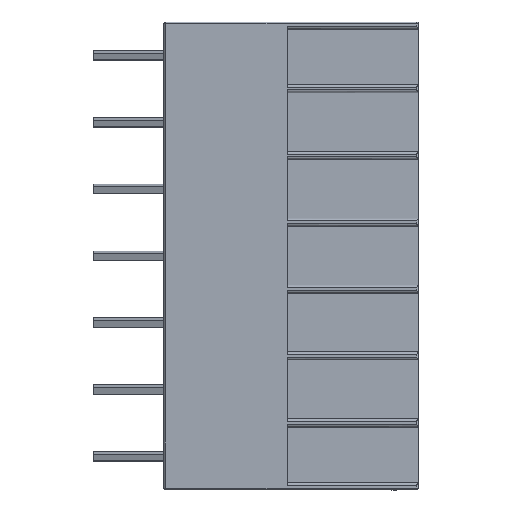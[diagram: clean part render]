
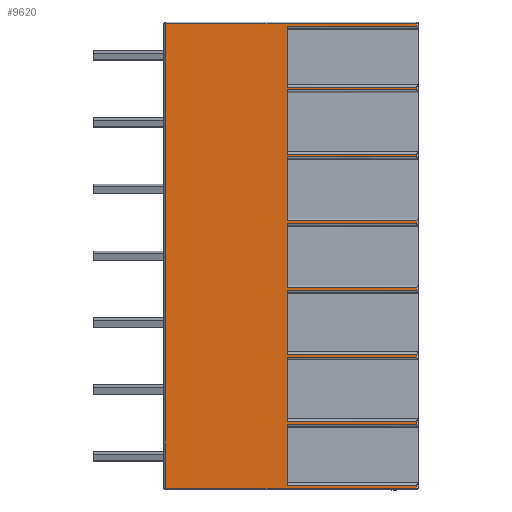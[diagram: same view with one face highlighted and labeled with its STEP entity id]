
A CAD part, top view. The second image highlights one B-rep face of the part: STEP entity #9620.
In plain terms, the highlighted planar face has unit normal (0, 0, 1).
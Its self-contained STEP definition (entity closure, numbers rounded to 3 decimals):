
#1622=DIRECTION('',(1.,0.,0.));
#1623=VECTOR('',#1622,28.6);
#1624=CARTESIAN_POINT('',(-10.95,0.2,6.956));
#1625=LINE('',#1624,#1623);
#1626=DIRECTION('',(0.,1.,0.));
#1627=VECTOR('',#1626,52.94);
#1628=CARTESIAN_POINT('',(-10.95,0.2,6.956));
#1629=LINE('',#1628,#1627);
#1630=DIRECTION('',(-1.,0.,0.));
#1631=VECTOR('',#1630,28.6);
#1632=CARTESIAN_POINT('',(17.65,53.14,6.956));
#1633=LINE('',#1632,#1631);
#1634=DIRECTION('',(1.,0.,0.));
#1635=VECTOR('',#1634,14.75);
#1636=CARTESIAN_POINT('',(2.9,52.83,6.956));
#1637=LINE('',#1636,#1635);
#1638=DIRECTION('',(0.,-1.,0.));
#1639=VECTOR('',#1638,6.94);
#1640=CARTESIAN_POINT('',(2.9,52.83,6.956));
#1641=LINE('',#1640,#1639);
#1642=DIRECTION('',(1.,0.,0.));
#1643=VECTOR('',#1642,14.75);
#1644=CARTESIAN_POINT('',(2.9,45.89,6.956));
#1645=LINE('',#1644,#1643);
#1646=DIRECTION('',(1.,0.,0.));
#1647=VECTOR('',#1646,14.75);
#1648=CARTESIAN_POINT('',(2.9,45.595,6.956));
#1649=LINE('',#1648,#1647);
#1650=DIRECTION('',(0.,-1.,0.));
#1651=VECTOR('',#1650,7.32);
#1652=CARTESIAN_POINT('',(2.9,45.595,6.956));
#1653=LINE('',#1652,#1651);
#1654=DIRECTION('',(-1.,0.,0.));
#1655=VECTOR('',#1654,14.75);
#1656=CARTESIAN_POINT('',(17.65,38.275,6.956));
#1657=LINE('',#1656,#1655);
#1658=DIRECTION('',(1.,0.,0.));
#1659=VECTOR('',#1658,14.75);
#1660=CARTESIAN_POINT('',(2.9,37.975,6.956));
#1661=LINE('',#1660,#1659);
#1662=DIRECTION('',(0.,-1.,0.));
#1663=VECTOR('',#1662,7.32);
#1664=CARTESIAN_POINT('',(2.9,37.975,6.956));
#1665=LINE('',#1664,#1663);
#1666=DIRECTION('',(-1.,0.,0.));
#1667=VECTOR('',#1666,14.75);
#1668=CARTESIAN_POINT('',(17.65,30.655,6.956));
#1669=LINE('',#1668,#1667);
#1670=DIRECTION('',(1.,0.,0.));
#1671=VECTOR('',#1670,14.75);
#1672=CARTESIAN_POINT('',(2.9,30.355,6.956));
#1673=LINE('',#1672,#1671);
#1674=DIRECTION('',(0.,-1.,0.));
#1675=VECTOR('',#1674,7.32);
#1676=CARTESIAN_POINT('',(2.9,30.355,6.956));
#1677=LINE('',#1676,#1675);
#1678=DIRECTION('',(-1.,0.,0.));
#1679=VECTOR('',#1678,14.75);
#1680=CARTESIAN_POINT('',(17.65,23.035,6.956));
#1681=LINE('',#1680,#1679);
#1682=DIRECTION('',(1.,0.,0.));
#1683=VECTOR('',#1682,14.75);
#1684=CARTESIAN_POINT('',(2.9,22.735,6.956));
#1685=LINE('',#1684,#1683);
#1686=DIRECTION('',(0.,-1.,0.));
#1687=VECTOR('',#1686,7.32);
#1688=CARTESIAN_POINT('',(2.9,22.735,6.956));
#1689=LINE('',#1688,#1687);
#1690=DIRECTION('',(-1.,0.,0.));
#1691=VECTOR('',#1690,14.75);
#1692=CARTESIAN_POINT('',(17.65,15.415,6.956));
#1693=LINE('',#1692,#1691);
#1694=DIRECTION('',(1.,0.,0.));
#1695=VECTOR('',#1694,14.75);
#1696=CARTESIAN_POINT('',(2.9,15.115,6.956));
#1697=LINE('',#1696,#1695);
#1698=DIRECTION('',(0.,-1.,0.));
#1699=VECTOR('',#1698,7.32);
#1700=CARTESIAN_POINT('',(2.9,15.115,6.956));
#1701=LINE('',#1700,#1699);
#1702=DIRECTION('',(-1.,0.,0.));
#1703=VECTOR('',#1702,14.75);
#1704=CARTESIAN_POINT('',(17.65,7.795,6.956));
#1705=LINE('',#1704,#1703);
#1706=DIRECTION('',(-1.,0.,0.));
#1707=VECTOR('',#1706,14.75);
#1708=CARTESIAN_POINT('',(17.65,7.45,6.956));
#1709=LINE('',#1708,#1707);
#1710=DIRECTION('',(0.,1.,0.));
#1711=VECTOR('',#1710,6.94);
#1712=CARTESIAN_POINT('',(2.9,0.51,6.956));
#1713=LINE('',#1712,#1711);
#1714=DIRECTION('',(-1.,0.,0.));
#1715=VECTOR('',#1714,14.75);
#1716=CARTESIAN_POINT('',(17.65,0.51,6.956));
#1717=LINE('',#1716,#1715);
#1737=DIRECTION('',(0.,1.,0.));
#1738=VECTOR('',#1737,0.295);
#1739=CARTESIAN_POINT('',(17.65,45.595,6.956));
#1740=LINE('',#1739,#1738);
#1759=DIRECTION('',(0.,1.,0.));
#1760=VECTOR('',#1759,0.3);
#1761=CARTESIAN_POINT('',(17.65,37.975,6.956));
#1762=LINE('',#1761,#1760);
#1781=DIRECTION('',(0.,1.,0.));
#1782=VECTOR('',#1781,0.3);
#1783=CARTESIAN_POINT('',(17.65,30.355,6.956));
#1784=LINE('',#1783,#1782);
#1803=DIRECTION('',(0.,1.,0.));
#1804=VECTOR('',#1803,0.3);
#1805=CARTESIAN_POINT('',(17.65,22.735,6.956));
#1806=LINE('',#1805,#1804);
#1825=DIRECTION('',(0.,1.,0.));
#1826=VECTOR('',#1825,0.3);
#1827=CARTESIAN_POINT('',(17.65,15.115,6.956));
#1828=LINE('',#1827,#1826);
#1847=DIRECTION('',(0.,1.,0.));
#1848=VECTOR('',#1847,0.345);
#1849=CARTESIAN_POINT('',(17.65,7.45,6.956));
#1850=LINE('',#1849,#1848);
#1865=DIRECTION('',(0.,1.,0.));
#1866=VECTOR('',#1865,0.31);
#1867=CARTESIAN_POINT('',(17.65,0.2,6.956));
#1868=LINE('',#1867,#1866);
#1892=DIRECTION('',(0.,1.,0.));
#1893=VECTOR('',#1892,0.31);
#1894=CARTESIAN_POINT('',(17.65,52.83,6.956));
#1895=LINE('',#1894,#1893);
#6557=CARTESIAN_POINT('',(2.9,52.83,6.956));
#6558=CARTESIAN_POINT('',(2.9,45.89,6.956));
#6559=VERTEX_POINT('',#6557);
#6560=VERTEX_POINT('',#6558);
#6561=CARTESIAN_POINT('',(17.65,52.83,6.956));
#6562=VERTEX_POINT('',#6561);
#6563=CARTESIAN_POINT('',(17.65,45.89,6.956));
#6564=VERTEX_POINT('',#6563);
#6655=CARTESIAN_POINT('',(2.9,45.595,6.956));
#6656=CARTESIAN_POINT('',(17.65,45.595,6.956));
#6657=VERTEX_POINT('',#6655);
#6658=VERTEX_POINT('',#6656);
#6659=CARTESIAN_POINT('',(17.65,38.275,6.956));
#6660=CARTESIAN_POINT('',(2.9,38.275,6.956));
#6661=VERTEX_POINT('',#6659);
#6662=VERTEX_POINT('',#6660);
#6825=CARTESIAN_POINT('',(2.9,37.975,6.956));
#6826=CARTESIAN_POINT('',(17.65,37.975,6.956));
#6827=VERTEX_POINT('',#6825);
#6828=VERTEX_POINT('',#6826);
#6829=CARTESIAN_POINT('',(17.65,30.655,6.956));
#6830=CARTESIAN_POINT('',(2.9,30.655,6.956));
#6831=VERTEX_POINT('',#6829);
#6832=VERTEX_POINT('',#6830);
#7039=CARTESIAN_POINT('',(2.9,0.51,6.956));
#7040=VERTEX_POINT('',#7039);
#7041=CARTESIAN_POINT('',(2.9,7.45,6.956));
#7042=VERTEX_POINT('',#7041);
#7051=CARTESIAN_POINT('',(17.65,0.51,6.956));
#7052=VERTEX_POINT('',#7051);
#7053=CARTESIAN_POINT('',(17.65,7.45,6.956));
#7054=VERTEX_POINT('',#7053);
#7137=CARTESIAN_POINT('',(2.9,30.355,6.956));
#7138=CARTESIAN_POINT('',(17.65,30.355,6.956));
#7139=VERTEX_POINT('',#7137);
#7140=VERTEX_POINT('',#7138);
#7141=CARTESIAN_POINT('',(17.65,23.035,6.956));
#7142=CARTESIAN_POINT('',(2.9,23.035,6.956));
#7143=VERTEX_POINT('',#7141);
#7144=VERTEX_POINT('',#7142);
#7307=CARTESIAN_POINT('',(2.9,22.735,6.956));
#7308=CARTESIAN_POINT('',(17.65,22.735,6.956));
#7309=VERTEX_POINT('',#7307);
#7310=VERTEX_POINT('',#7308);
#7311=CARTESIAN_POINT('',(17.65,15.415,6.956));
#7312=CARTESIAN_POINT('',(2.9,15.415,6.956));
#7313=VERTEX_POINT('',#7311);
#7314=VERTEX_POINT('',#7312);
#7477=CARTESIAN_POINT('',(2.9,15.115,6.956));
#7478=CARTESIAN_POINT('',(17.65,15.115,6.956));
#7479=VERTEX_POINT('',#7477);
#7480=VERTEX_POINT('',#7478);
#7481=CARTESIAN_POINT('',(17.65,7.795,6.956));
#7482=CARTESIAN_POINT('',(2.9,7.795,6.956));
#7483=VERTEX_POINT('',#7481);
#7484=VERTEX_POINT('',#7482);
#7913=CARTESIAN_POINT('',(17.65,0.2,6.956));
#7914=VERTEX_POINT('',#7913);
#7915=CARTESIAN_POINT('',(-10.95,0.2,6.956));
#7916=VERTEX_POINT('',#7915);
#7953=CARTESIAN_POINT('',(-10.95,53.14,6.956));
#7954=VERTEX_POINT('',#7953);
#7955=CARTESIAN_POINT('',(17.65,53.14,6.956));
#7956=VERTEX_POINT('',#7955);
#9551=CARTESIAN_POINT('',(-10.95,0.,6.956));
#9552=DIRECTION('',(0.,0.,1.));
#9553=DIRECTION('',(1.,0.,0.));
#9554=AXIS2_PLACEMENT_3D('',#9551,#9552,#9553);
#9555=PLANE('',#9554);
#9557=ORIENTED_EDGE('',*,*,#9556,.F.);
#9559=ORIENTED_EDGE('',*,*,#9558,.T.);
#9561=ORIENTED_EDGE('',*,*,#9560,.F.);
#9563=ORIENTED_EDGE('',*,*,#9562,.F.);
#9564=ORIENTED_EDGE('',*,*,#9540,.F.);
#9565=ORIENTED_EDGE('',*,*,#9530,.T.);
#9567=ORIENTED_EDGE('',*,*,#9566,.T.);
#9569=ORIENTED_EDGE('',*,*,#9568,.F.);
#9571=ORIENTED_EDGE('',*,*,#9570,.F.);
#9573=ORIENTED_EDGE('',*,*,#9572,.T.);
#9575=ORIENTED_EDGE('',*,*,#9574,.F.);
#9577=ORIENTED_EDGE('',*,*,#9576,.F.);
#9579=ORIENTED_EDGE('',*,*,#9578,.F.);
#9581=ORIENTED_EDGE('',*,*,#9580,.T.);
#9583=ORIENTED_EDGE('',*,*,#9582,.F.);
#9585=ORIENTED_EDGE('',*,*,#9584,.F.);
#9587=ORIENTED_EDGE('',*,*,#9586,.F.);
#9589=ORIENTED_EDGE('',*,*,#9588,.T.);
#9591=ORIENTED_EDGE('',*,*,#9590,.F.);
#9593=ORIENTED_EDGE('',*,*,#9592,.F.);
#9595=ORIENTED_EDGE('',*,*,#9594,.F.);
#9597=ORIENTED_EDGE('',*,*,#9596,.T.);
#9599=ORIENTED_EDGE('',*,*,#9598,.F.);
#9601=ORIENTED_EDGE('',*,*,#9600,.F.);
#9603=ORIENTED_EDGE('',*,*,#9602,.F.);
#9605=ORIENTED_EDGE('',*,*,#9604,.T.);
#9607=ORIENTED_EDGE('',*,*,#9606,.F.);
#9609=ORIENTED_EDGE('',*,*,#9608,.F.);
#9611=ORIENTED_EDGE('',*,*,#9610,.T.);
#9613=ORIENTED_EDGE('',*,*,#9612,.F.);
#9615=ORIENTED_EDGE('',*,*,#9614,.F.);
#9617=ORIENTED_EDGE('',*,*,#9616,.F.);
#9618=EDGE_LOOP('',(#9557,#9559,#9561,#9563,#9564,#9565,#9567,#9569,#9571,#9573,
#9575,#9577,#9579,#9581,#9583,#9585,#9587,#9589,#9591,#9593,#9595,#9597,#9599,
#9601,#9603,#9605,#9607,#9609,#9611,#9613,#9615,#9617));
#9619=FACE_OUTER_BOUND('',#9618,.F.);
#9620=ADVANCED_FACE('',(#9619),#9555,.T.);
#9530=EDGE_CURVE('',#6559,#6560,#1641,.T.);
#9540=EDGE_CURVE('',#6559,#6562,#1637,.T.);
#9556=EDGE_CURVE('',#7916,#7914,#1625,.T.);
#9558=EDGE_CURVE('',#7916,#7954,#1629,.T.);
#9560=EDGE_CURVE('',#7956,#7954,#1633,.T.);
#9562=EDGE_CURVE('',#6562,#7956,#1895,.T.);
#9566=EDGE_CURVE('',#6560,#6564,#1645,.T.);
#9568=EDGE_CURVE('',#6658,#6564,#1740,.T.);
#9570=EDGE_CURVE('',#6657,#6658,#1649,.T.);
#9572=EDGE_CURVE('',#6657,#6662,#1653,.T.);
#9574=EDGE_CURVE('',#6661,#6662,#1657,.T.);
#9576=EDGE_CURVE('',#6828,#6661,#1762,.T.);
#9578=EDGE_CURVE('',#6827,#6828,#1661,.T.);
#9580=EDGE_CURVE('',#6827,#6832,#1665,.T.);
#9582=EDGE_CURVE('',#6831,#6832,#1669,.T.);
#9584=EDGE_CURVE('',#7140,#6831,#1784,.T.);
#9586=EDGE_CURVE('',#7139,#7140,#1673,.T.);
#9588=EDGE_CURVE('',#7139,#7144,#1677,.T.);
#9590=EDGE_CURVE('',#7143,#7144,#1681,.T.);
#9592=EDGE_CURVE('',#7310,#7143,#1806,.T.);
#9594=EDGE_CURVE('',#7309,#7310,#1685,.T.);
#9596=EDGE_CURVE('',#7309,#7314,#1689,.T.);
#9598=EDGE_CURVE('',#7313,#7314,#1693,.T.);
#9600=EDGE_CURVE('',#7480,#7313,#1828,.T.);
#9602=EDGE_CURVE('',#7479,#7480,#1697,.T.);
#9604=EDGE_CURVE('',#7479,#7484,#1701,.T.);
#9606=EDGE_CURVE('',#7483,#7484,#1705,.T.);
#9608=EDGE_CURVE('',#7054,#7483,#1850,.T.);
#9610=EDGE_CURVE('',#7054,#7042,#1709,.T.);
#9612=EDGE_CURVE('',#7040,#7042,#1713,.T.);
#9614=EDGE_CURVE('',#7052,#7040,#1717,.T.);
#9616=EDGE_CURVE('',#7914,#7052,#1868,.T.);
